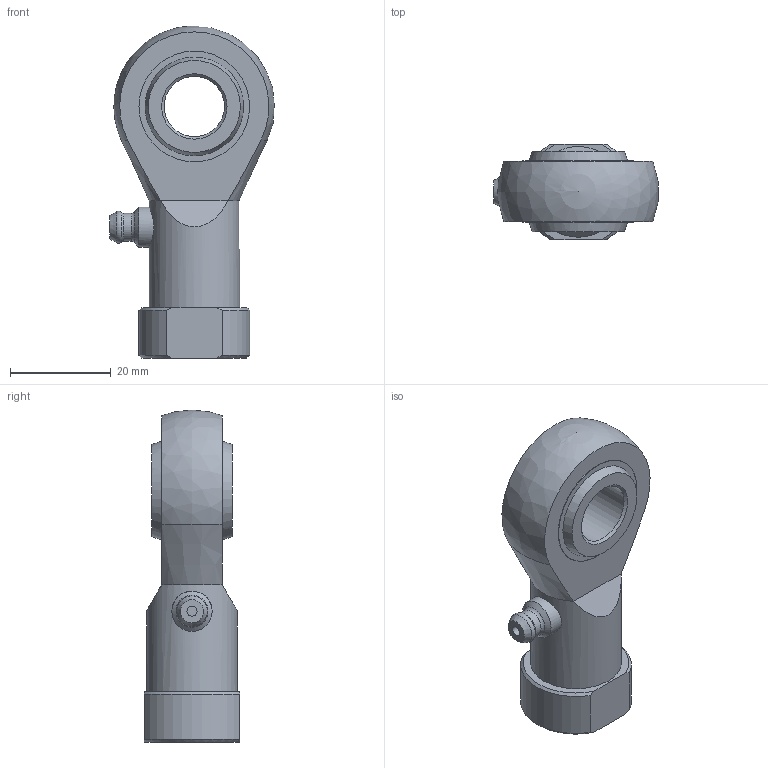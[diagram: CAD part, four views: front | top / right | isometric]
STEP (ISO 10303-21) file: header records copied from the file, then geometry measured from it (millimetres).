
FILE_DESCRIPTION( ( 'STEP AP203' ), '1' );
FILE_NAME( 'F-M12X125U.stp', ' ', ( ' ' ), ( ' ' ), 'PSStep 15.0.47', 'PARTsolutions', ' ' );
FILE_SCHEMA( ( 'CONFIG_CONTROL_DESIGN' ) );
Length unit declared in the file: millimetre
Products named in the file (1): _F-M12X125U
Bounding box: 32.68 x 19 x 66 mm (x, y, z)
Volume: 16469.8 mm3; surface area: 6583.4 mm2
Topology: 1 solids, 1 shells, 44 faces, 93 edges, 58 vertices
Faces by surface type: plane 15, cone 13, cylinder 11, bspline 2, torus 2, sphere 1
Full cylindrical faces by diameter (mm): 2 x1, 4.917 x1, 5.5 x1, 8 x1, 10.647 x1, 12 x1, 18 x1, 22 x2
Entity records: 1222 total; most frequent: CARTESIAN_POINT 337, DIRECTION 182, ORIENTED_EDGE 132, AXIS2_PLACEMENT_3D 86, EDGE_LOOP 74, EDGE_CURVE 66, FACE_OUTER_BOUND 57, VERTEX_POINT 55
